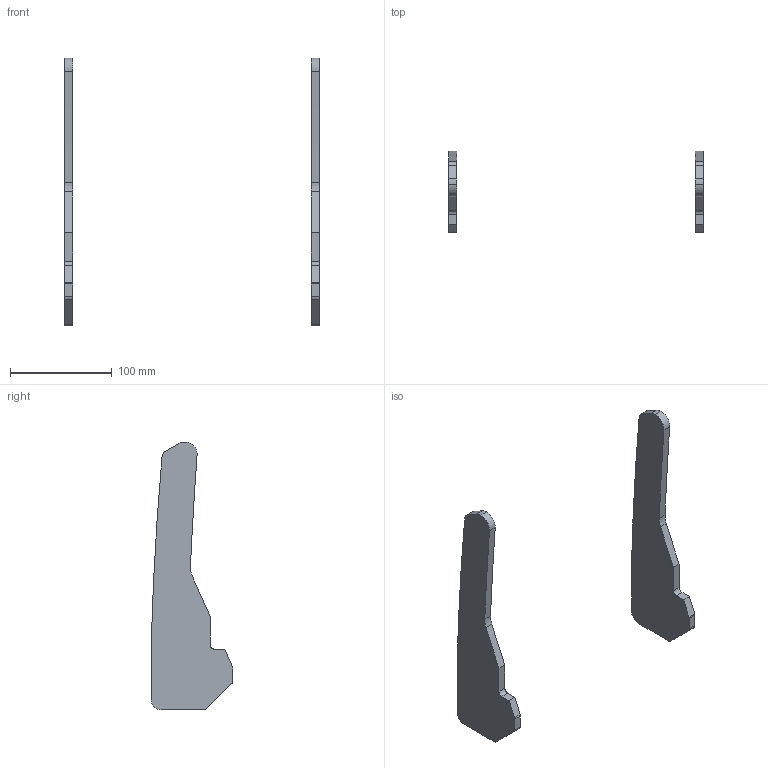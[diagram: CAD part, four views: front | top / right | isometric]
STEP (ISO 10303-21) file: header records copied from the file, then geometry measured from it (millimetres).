
FILE_DESCRIPTION (( 'STEP AP214' ), '1' );
FILE_NAME ('INGUN_57710.STEP', '2024-11-15T08:17:38', ( '' ), ( '' ), 'SwSTEP 2.0', 'SolidWorks 2023', '' );
FILE_SCHEMA (( 'AUTOMOTIVE_DESIGN' ));
Length unit declared in the file: millimetre
Products named in the file (2): 53735~1_KUNDE<S>; INGUN_57710
Assembly tree (2 placements, depth 2):
  INGUN_57710
    53735~1_KUNDE<S>  x2
Bounding box: 250 x 80 x 262.75 mm (x, y, z)
Volume: 200036.9 mm3; surface area: 59992.5 mm2
Topology: 2 solids, 2 shells, 44 faces, 120 edges, 80 vertices
Faces by surface type: cylinder 22, plane 22
Entity records: 769 total; most frequent: DIRECTION 136, CARTESIAN_POINT 127, ORIENTED_EDGE 120, EDGE_CURVE 60, AXIS2_PLACEMENT_3D 49, VERTEX_POINT 40, LINE 38, VECTOR 38
